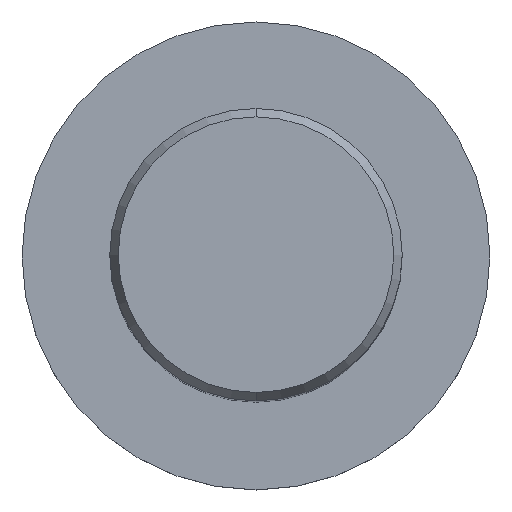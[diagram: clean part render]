
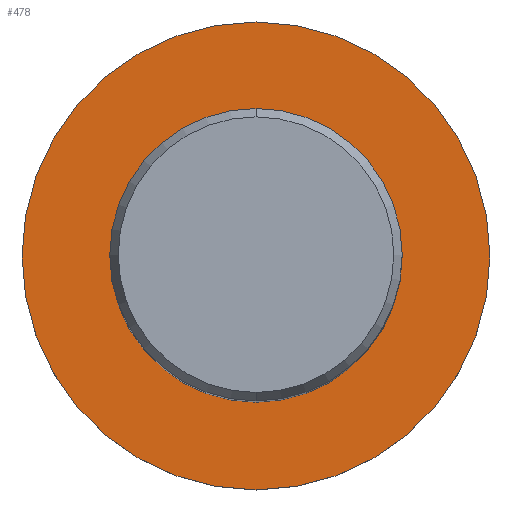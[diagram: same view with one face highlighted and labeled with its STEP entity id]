
A CAD part, top view. The second image highlights one B-rep face of the part: STEP entity #478.
In plain terms, the highlighted planar face has unit normal (0, 0, 1).
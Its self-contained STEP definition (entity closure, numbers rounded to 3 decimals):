
#194=EDGE_CURVE('',#376,#220,#529,.T.);
#220=VERTEX_POINT('',#557);
#350=EDGE_CURVE('',#378,#358,#701,.T.);
#358=VERTEX_POINT('',#709);
#376=VERTEX_POINT('',#727);
#378=VERTEX_POINT('',#729);
#390=EDGE_CURVE('',#358,#378,#741,.T.);
#428=EDGE_CURVE('',#220,#376,#782,.T.);
#478=ADVANCED_FACE('',(#837,#838),#839,.T.);
#529=CIRCLE('',#886,16.0);
#557=CARTESIAN_POINT('',(0.0,16.0,-50.0));
#701=CIRCLE('',#1284,10.0);
#709=CARTESIAN_POINT('',(0.,-10.0,-50.0));
#727=CARTESIAN_POINT('',(0.,-16.0,-50.0));
#729=CARTESIAN_POINT('',(0.0,10.0,-50.0));
#741=CIRCLE('',#1353,10.0);
#782=CIRCLE('',#1403,16.0);
#837=FACE_BOUND('',#1504,.T.);
#838=FACE_OUTER_BOUND('',#1505,.T.);
#839=PLANE('',#1506);
#886=AXIS2_PLACEMENT_3D('',#1585,#1586,#1587);
#1284=AXIS2_PLACEMENT_3D('',#1785,#1786,#1787);
#1353=AXIS2_PLACEMENT_3D('',#1804,#1805,#1806);
#1403=AXIS2_PLACEMENT_3D('',#1846,#1847,#1848);
#1504=EDGE_LOOP('',(#1921,#1922));
#1505=EDGE_LOOP('',(#1923,#1924));
#1506=AXIS2_PLACEMENT_3D('',#1925,#1926,#1927);
#1585=CARTESIAN_POINT('',(0.0,0.0,-50.0));
#1586=DIRECTION('',(0.0,0.0,-1.0));
#1587=DIRECTION('',(0.0,1.0,0.0));
#1785=CARTESIAN_POINT('',(0.0,0.0,-50.0));
#1786=DIRECTION('',(-0.0,0.0,-1.0));
#1787=DIRECTION('',(0.0,1.0,0.0));
#1804=CARTESIAN_POINT('',(0.0,0.0,-50.0));
#1805=DIRECTION('',(-0.0,0.0,-1.0));
#1806=DIRECTION('',(0.0,1.0,0.0));
#1846=CARTESIAN_POINT('',(0.0,0.0,-50.0));
#1847=DIRECTION('',(0.0,0.0,-1.0));
#1848=DIRECTION('',(0.0,1.0,0.0));
#1921=ORIENTED_EDGE('',*,*,#350,.T.);
#1922=ORIENTED_EDGE('',*,*,#390,.T.);
#1923=ORIENTED_EDGE('',*,*,#428,.F.);
#1924=ORIENTED_EDGE('',*,*,#194,.F.);
#1925=CARTESIAN_POINT('',(0.0,8.0,-50.0));
#1926=DIRECTION('',(-0.0,0.0,1.0));
#1927=DIRECTION('',(0.0,-1.0,0.0));
